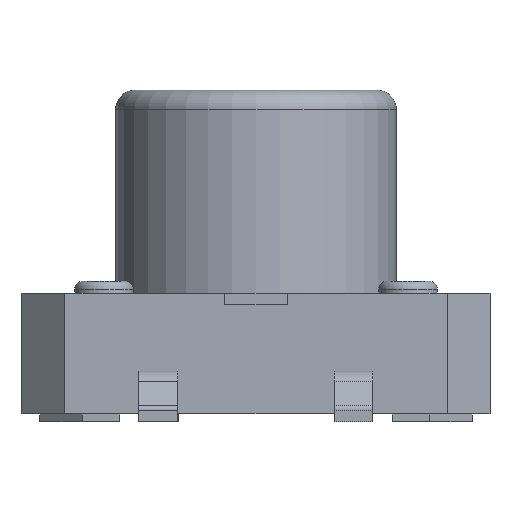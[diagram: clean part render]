
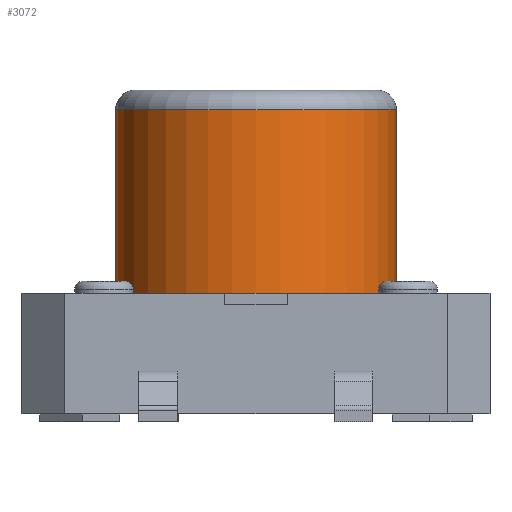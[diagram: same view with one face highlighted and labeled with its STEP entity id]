
A CAD part, left-side view. The second image highlights one B-rep face of the part: STEP entity #3072.
In plain terms, the highlighted cylindrical face has radius 3.6 mm (diameter 7.2 mm), a full revolution.
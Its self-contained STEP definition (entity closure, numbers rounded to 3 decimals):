
#13=DIRECTION('',(0.,0.,1.));
#29=DIRECTION('',(1.,0.,0.));
#91=VECTOR('',#13,1.);
#2952=AXIS2_PLACEMENT_3D('',#2953,#13,#29);
#2953=CARTESIAN_POINT('',(0.,0.,3.));
#3035=EDGE_CURVE('',#3036,#3036,#3038,.T.);
#3036=VERTEX_POINT('',#3037);
#3037=CARTESIAN_POINT('',(3.6,0.,3.));
#3038=CIRCLE('',#2952,3.6);
#3072=ADVANCED_FACE('',(#3073),#3087,.T.);
#3073=FACE_BOUND('',#3074,.T.);
#3074=EDGE_LOOP('',(#3075,#3080,#3081,#3082));
#3075=ORIENTED_EDGE('',*,*,#3076,.F.);
#3076=EDGE_CURVE('',#3036,#3077,#3079,.T.);
#3077=VERTEX_POINT('',#3078);
#3078=CARTESIAN_POINT('',(3.6,0.,8.));
#3079=LINE('',#3037,#91);
#3080=ORIENTED_EDGE('',*,*,#3035,.T.);
#3081=ORIENTED_EDGE('',*,*,#3076,.T.);
#3082=ORIENTED_EDGE('',*,*,#3083,.F.);
#3083=EDGE_CURVE('',#3077,#3077,#3084,.T.);
#3084=CIRCLE('',#3085,3.6);
#3085=AXIS2_PLACEMENT_3D('',#3086,#13,#29);
#3086=CARTESIAN_POINT('',(0.,0.,8.));
#3087=CYLINDRICAL_SURFACE('',#2952,3.6);
